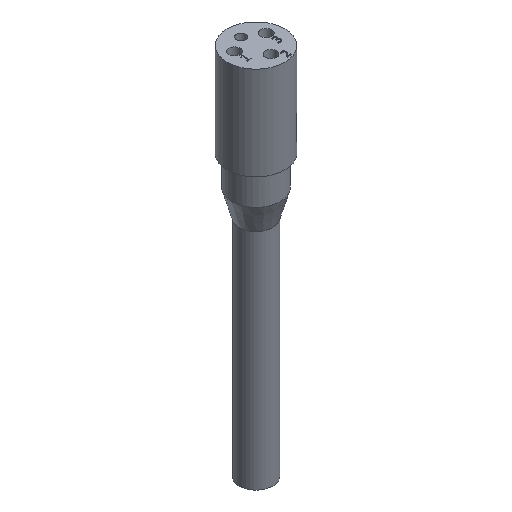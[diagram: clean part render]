
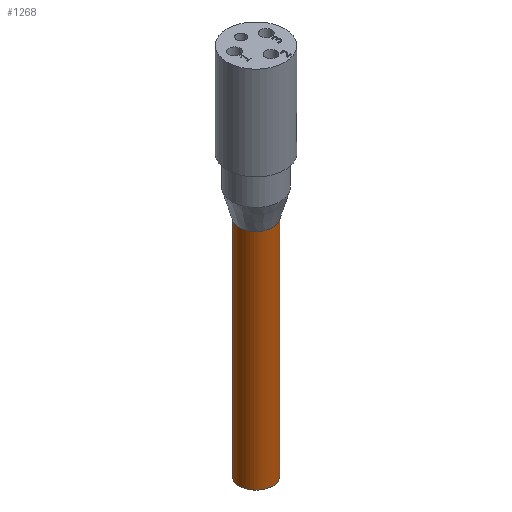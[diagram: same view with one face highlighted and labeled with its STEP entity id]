
A CAD part, isometric view. The second image highlights one B-rep face of the part: STEP entity #1268.
In plain terms, the highlighted cylindrical face has radius 4.5 mm (diameter 9 mm), a full revolution.
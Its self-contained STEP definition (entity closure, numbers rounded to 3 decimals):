
#13=FACE_BOUND($,#213,.T.);
#31=CIRCLE($,#1314,4.5);
#32=CIRCLE($,#1315,4.5);
#45=CYLINDRICAL_SURFACE($,#1313,4.5);
#141=FACE_OUTER_BOUND($,#212,.T.);
#212=EDGE_LOOP($,(#1089));
#213=EDGE_LOOP($,(#1090));
#621=VERTEX_POINT($,#2390);
#622=VERTEX_POINT($,#2392);
#800=EDGE_CURVE($,#621,#621,#31,.T.);
#801=EDGE_CURVE($,#622,#622,#32,.T.);
#1089=ORIENTED_EDGE($,*,*,#800,.T.);
#1090=ORIENTED_EDGE($,*,*,#801,.F.);
#1268=ADVANCED_FACE($,(#141,#13),#45,.T.);
#1313=AXIS2_PLACEMENT_3D($,#2389,#1501,#1502);
#1314=AXIS2_PLACEMENT_3D($,#2391,#1503,#1504);
#1315=AXIS2_PLACEMENT_3D($,#2393,#1505,#1506);
#1501=DIRECTION('center_axis',(0.,0.,-1.));
#1502=DIRECTION('ref_axis',(1.,0.,0.));
#1503=DIRECTION('center_axis',(0.,0.,1.));
#1504=DIRECTION('ref_axis',(1.,0.,0.));
#1505=DIRECTION('center_axis',(0.,0.,1.));
#1506=DIRECTION('ref_axis',(1.,0.,0.));
#2389=CARTESIAN_POINT('Origin',(0.,0.,-15.));
#2390=CARTESIAN_POINT('',(-4.5,0.,-75.));
#2391=CARTESIAN_POINT('Origin',(0.,0.,-75.));
#2392=CARTESIAN_POINT('',(4.5,0.,-15.));
#2393=CARTESIAN_POINT('Origin',(0.,0.,-15.));
